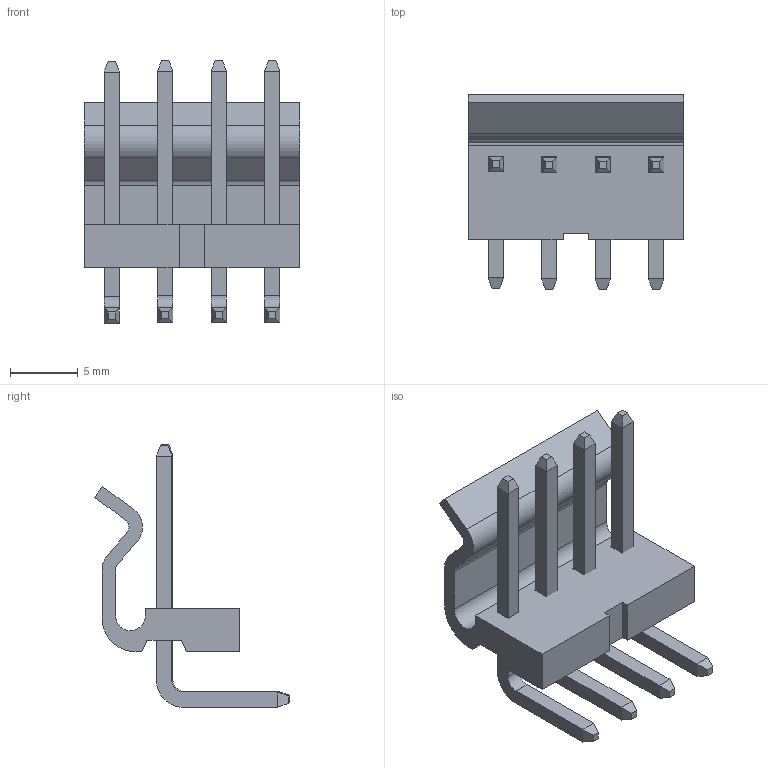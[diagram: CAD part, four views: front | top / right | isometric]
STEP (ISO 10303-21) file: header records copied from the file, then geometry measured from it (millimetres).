
FILE_DESCRIPTION( ( 'Unknown' ), '1' );
FILE_NAME( '645004117322.stp', 'Unknown', ( 'Unknown' ), ( 'Unknown' ), 'PSStep 18.0.17', 'Unknown', ' ' );
FILE_SCHEMA( ( 'AUTOMOTIVE_DESIGN { 1 0 10303 214 1 1 1 1 }' ) );
Length unit declared in the file: millimetre
Products named in the file (3): Assem1; 645004114822; 6450xx117322_PIN
Assembly tree (5 placements, depth 2):
  Assem1
    645004114822
    6450xx117322_PIN  x4
Bounding box: 15.95 x 14.43 x 19.45 mm (x, y, z)
Volume: 681.9 mm3; surface area: 1459.2 mm2
Topology: 5 solids, 5 shells, 135 faces, 331 edges, 210 vertices
Faces by surface type: plane 121, cylinder 14
Entity records: 3179 total; most frequent: CARTESIAN_POINT 436, ORIENTED_EDGE 422, DIRECTION 401, EDGE_CURVE 211, LINE 195, VECTOR 195, VERTEX_POINT 138, AXIS2_PLACEMENT_3D 103
